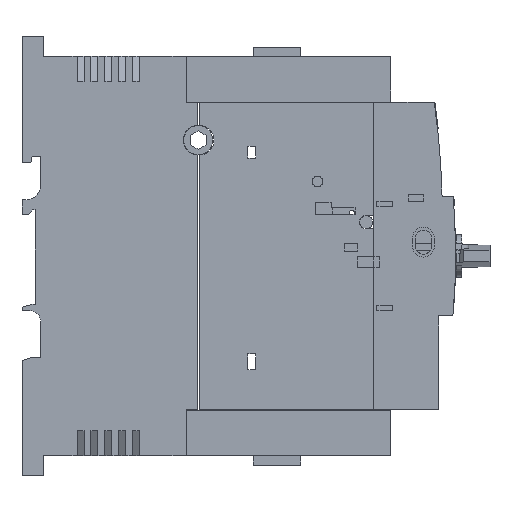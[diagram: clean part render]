
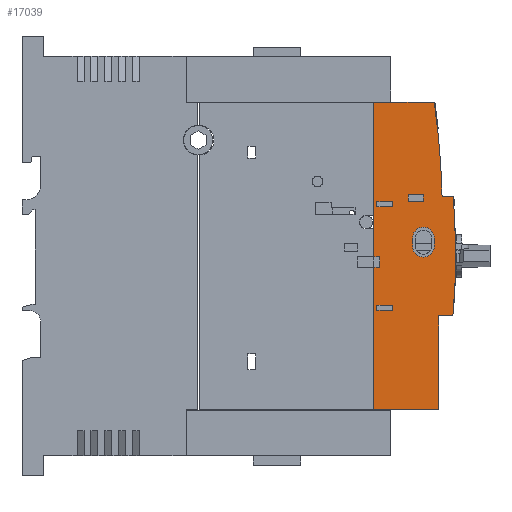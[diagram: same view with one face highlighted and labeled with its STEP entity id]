
A CAD part, left-side view. The second image highlights one B-rep face of the part: STEP entity #17039.
In plain terms, the highlighted planar face has unit normal (-1, 0, 0).
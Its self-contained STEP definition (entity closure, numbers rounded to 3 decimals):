
#7027=EDGE_CURVE('',#17217,#15087,#20878,.T.);
#7121=VERTEX_POINT('',#20977);
#7307=VERTEX_POINT('',#21180);
#7319=VERTEX_POINT('',#21193);
#7449=EDGE_CURVE('',#9485,#18959,#21334,.T.);
#7807=VERTEX_POINT('',#21732);
#8175=EDGE_CURVE('',#11921,#17133,#22139,.T.);
#8891=VERTEX_POINT('',#22938);
#9001=VERTEX_POINT('',#23057);
#9243=EDGE_CURVE('',#19511,#13085,#23325,.T.);
#9419=EDGE_CURVE('',#13085,#18359,#23518,.T.);
#9485=VERTEX_POINT('',#23588);
#9499=EDGE_CURVE('',#18959,#19039,#23604,.T.);
#9829=EDGE_CURVE('',#12389,#12501,#23981,.T.);
#10943=VERTEX_POINT('',#25213);
#10983=EDGE_CURVE('',#7121,#18487,#25256,.T.);
#11323=EDGE_CURVE('',#19511,#18497,#25641,.T.);
#11743=EDGE_CURVE('',#12013,#8891,#26107,.T.);
#11921=VERTEX_POINT('',#26311);
#11925=EDGE_CURVE('',#19039,#16227,#26315,.T.);
#12013=VERTEX_POINT('',#26412);
#12147=VERTEX_POINT('',#26555);
#12389=VERTEX_POINT('',#26820);
#12501=VERTEX_POINT('',#26949);
#13085=VERTEX_POINT('',#27589);
#13531=EDGE_CURVE('',#16227,#9485,#28065,.T.);
#13629=EDGE_CURVE('',#12147,#12013,#28179,.T.);
#13677=EDGE_CURVE('',#17133,#7807,#28232,.T.);
#14089=EDGE_CURVE('',#12389,#7121,#28689,.T.);
#14201=EDGE_CURVE('',#8891,#20567,#28811,.T.);
#14749=EDGE_CURVE('',#20567,#12147,#29407,.T.);
#14787=EDGE_CURVE('',#7307,#7319,#29448,.T.);
#14931=EDGE_CURVE('',#18581,#18497,#29619,.T.);
#15087=VERTEX_POINT('',#29789);
#16227=VERTEX_POINT('',#31034);
#16283=EDGE_CURVE('',#10943,#9001,#31096,.T.);
#16391=EDGE_CURVE('',#12501,#19165,#31217,.T.);
#16597=EDGE_CURVE('',#15087,#10943,#31448,.T.);
#16991=VERTEX_POINT('',#31885);
#17039=ADVANCED_FACE('',(#31938,#31939,#31940,#31941,#31942),#31943,.F.);
#17133=VERTEX_POINT('',#32042);
#17139=EDGE_CURVE('',#9001,#17217,#32048,.T.);
#17217=VERTEX_POINT('',#32128);
#17501=EDGE_CURVE('',#7807,#19361,#32440,.T.);
#18299=EDGE_CURVE('',#7307,#16991,#33330,.T.);
#18359=VERTEX_POINT('',#33396);
#18463=EDGE_CURVE('',#18359,#18487,#33513,.T.);
#18487=VERTEX_POINT('',#33538);
#18497=VERTEX_POINT('',#33548);
#18581=VERTEX_POINT('',#33638);
#18721=EDGE_CURVE('',#19361,#11921,#33790,.T.);
#18959=VERTEX_POINT('',#34051);
#19039=VERTEX_POINT('',#34139);
#19111=EDGE_CURVE('',#18581,#16991,#34219,.T.);
#19165=VERTEX_POINT('',#34278);
#19361=VERTEX_POINT('',#34499);
#19511=VERTEX_POINT('',#34662);
#20255=EDGE_CURVE('',#7319,#19165,#35474,.T.);
#20567=VERTEX_POINT('',#35813);
#20878=LINE('',#36171,#36172);
#20977=CARTESIAN_POINT('',(-35.0,-132.1,-57.8));
#21180=CARTESIAN_POINT('',(-35.0,-162.25,22.5));
#21193=CARTESIAN_POINT('',(-35.0,-162.25,18.128));
#21334=LINE('',#36828,#36829);
#21732=CARTESIAN_POINT('',(-35.0,-146.7,6.7));
#22139=CIRCLE('',#37970,4.1);
#22938=CARTESIAN_POINT('',(-35.0,-133.3,20.4));
#23057=CARTESIAN_POINT('',(-35.0,-133.3,-20.4));
#23325=LINE('',#39644,#39645);
#23518=LINE('',#39905,#39906);
#23588=CARTESIAN_POINT('',(-35.0,-150.8,23.0));
#23604=LINE('',#40027,#40028);
#23981=LINE('',#40548,#40549);
#25213=CARTESIAN_POINT('',(-35.0,-139.3,-20.4));
#25256=LINE('',#42423,#42424);
#25641=LINE('',#42951,#42952);
#26107=LINE('',#43589,#43590);
#26311=CARTESIAN_POINT('',(-35.0,-154.9,3.7));
#26315=LINE('',#43876,#43877);
#26412=CARTESIAN_POINT('',(-35.0,-133.3,18.5));
#26555=CARTESIAN_POINT('',(-35.0,-139.3,18.5));
#26820=CARTESIAN_POINT('',(-35.0,-156.6,-57.8));
#26949=CARTESIAN_POINT('',(-35.0,-156.6,-22.5));
#27589=CARTESIAN_POINT('',(-35.0,-134.3,-0.3));
#28065=LINE('',#46392,#46393);
#28179=LINE('',#46539,#46540);
#28232=LINE('',#46617,#46618);
#28689=LINE('',#47270,#47271);
#28811=LINE('',#47442,#47443);
#29407=LINE('',#48285,#48286);
#29448=LINE('',#48341,#48342);
#29619=LINE('',#48571,#48572);
#29789=CARTESIAN_POINT('',(-35.0,-139.3,-18.5));
#31034=CARTESIAN_POINT('',(-35.0,-145.0,23.0));
#31096=LINE('',#50756,#50757);
#31217=LINE('',#50922,#50923);
#31448=LINE('',#51251,#51252);
#31885=CARTESIAN_POINT('',(-35.0,-157.8,22.5));
#31938=FACE_BOUND('',#51932,.T.);
#31939=FACE_BOUND('',#51933,.T.);
#31940=FACE_BOUND('',#51934,.T.);
#31941=FACE_BOUND('',#51935,.T.);
#31942=FACE_OUTER_BOUND('',#51936,.T.);
#31943=PLANE('',#51937);
#32042=CARTESIAN_POINT('',(-35.0,-146.7,3.7));
#32048=LINE('',#52075,#52076);
#32128=CARTESIAN_POINT('',(-35.0,-133.3,-18.5));
#32440=CIRCLE('',#52636,4.1);
#33330=LINE('',#53886,#53887);
#33396=CARTESIAN_POINT('',(-35.0,-134.3,-4.3));
#33513=LINE('',#54143,#54144);
#33538=CARTESIAN_POINT('',(-35.0,-132.1,-4.3));
#33548=CARTESIAN_POINT('',(-35.0,-132.1,57.8));
#33638=CARTESIAN_POINT('',(-35.0,-154.861,57.8));
#33790=LINE('',#54547,#54548);
#34051=CARTESIAN_POINT('',(-35.0,-150.8,20.5));
#34139=CARTESIAN_POINT('',(-35.0,-145.0,20.5));
#34219=CIRCLE('',#55157,300.);
#34278=CARTESIAN_POINT('',(-35.0,-161.875,-22.5));
#34499=CARTESIAN_POINT('',(-35.0,-154.9,6.7));
#34662=CARTESIAN_POINT('',(-35.0,-132.1,-0.3));
#35474=CIRCLE('',#56928,250.0);
#35813=CARTESIAN_POINT('',(-35.0,-139.3,20.4));
#36171=CARTESIAN_POINT('',(-35.0,-138.883,-18.5));
#36172=VECTOR('',#57845,1.0);
#36828=CARTESIAN_POINT('',(-35.0,-150.8,20.089));
#36829=VECTOR('',#58321,1.0);
#37970=AXIS2_PLACEMENT_3D('',#59214,#59215,#59216);
#39644=CARTESIAN_POINT('',(-35.0,-137.183,-0.3));
#39645=VECTOR('',#60636,1.0);
#39905=CARTESIAN_POINT('',(-35.0,-134.3,8.439));
#39906=VECTOR('',#60823,1.0);
#40027=CARTESIAN_POINT('',(-35.0,-147.633,20.5));
#40028=VECTOR('',#60909,1.0);
#40548=CARTESIAN_POINT('',(-35.0,-156.6,-22.7));
#40549=VECTOR('',#61457,1.0);
#42423=CARTESIAN_POINT('',(-35.0,-132.1,-28.9));
#42424=VECTOR('',#62861,1.0);
#42951=CARTESIAN_POINT('',(-35.0,-132.1,-28.9));
#42952=VECTOR('',#63446,1.0);
#43589=CARTESIAN_POINT('',(-35.0,-133.3,17.839));
#43590=VECTOR('',#63975,1.0);
#43876=CARTESIAN_POINT('',(-35.0,-145.0,18.839));
#43877=VECTOR('',#64313,1.0);
#46392=CARTESIAN_POINT('',(-35.0,-144.733,23.0));
#46393=VECTOR('',#66068,1.0);
#46539=CARTESIAN_POINT('',(-35.0,-141.883,18.5));
#46540=VECTOR('',#66231,1.0);
#46617=CARTESIAN_POINT('',(-35.0,-146.7,11.939));
#46618=VECTOR('',#66286,1.0);
#47270=CARTESIAN_POINT('',(-35.0,-144.35,-57.8));
#47271=VECTOR('',#66799,1.0);
#47442=CARTESIAN_POINT('',(-35.0,-138.883,20.4));
#47443=VECTOR('',#66925,1.0);
#48285=CARTESIAN_POINT('',(-35.0,-139.3,18.789));
#48286=VECTOR('',#67555,1.0);
#48341=CARTESIAN_POINT('',(-35.0,-162.25,11.25));
#48342=VECTOR('',#67600,1.0);
#48571=CARTESIAN_POINT('',(-35.0,-154.861,57.8));
#48572=VECTOR('',#67933,1.0);
#50756=CARTESIAN_POINT('',(-35.0,-141.883,-20.4));
#50757=VECTOR('',#69444,1.0);
#50922=CARTESIAN_POINT('',(-35.0,-156.6,-22.5));
#50923=VECTOR('',#69570,1.0);
#51251=CARTESIAN_POINT('',(-35.0,-139.3,-0.661));
#51252=VECTOR('',#69813,1.0);
#51932=EDGE_LOOP('',(#70393,#70394,#70395,#70396));
#51933=EDGE_LOOP('',(#70397,#70398,#70399,#70400));
#51934=EDGE_LOOP('',(#70401,#70402,#70403,#70404));
#51935=EDGE_LOOP('',(#70405,#70406,#70407,#70408));
#51936=EDGE_LOOP('',(#70409,#70410,#70411,#70412,#70413,#70414,#70415,#70416,#70417,#70418,#70419,#70420,#70421));
#51937=AXIS2_PLACEMENT_3D('',#70422,#70423,#70424);
#52075=CARTESIAN_POINT('',(-35.0,-133.3,-1.611));
#52076=VECTOR('',#70493,1.0);
#52636=AXIS2_PLACEMENT_3D('',#70892,#70893,#70894);
#53886=CARTESIAN_POINT('',(-35.0,-157.995,22.5));
#53887=VECTOR('',#71945,1.0);
#54143=CARTESIAN_POINT('',(-35.0,-139.383,-4.3));
#54144=VECTOR('',#72134,1.0);
#54547=CARTESIAN_POINT('',(-35.0,-154.9,10.439));
#54548=VECTOR('',#72368,1.0);
#55157=AXIS2_PLACEMENT_3D('',#72850,#72851,#72852);
#56928=AXIS2_PLACEMENT_3D('',#74167,#74168,#74169);
#57845=DIRECTION('',(0.0,-1.0,0.0));
#58321=DIRECTION('',(0.0,0.0,-1.0));
#59214=CARTESIAN_POINT('',(-35.0,-150.8,3.7));
#59215=DIRECTION('',(1.0,0.0,0.0));
#59216=DIRECTION('',(0.0,1.0,0.));
#60636=DIRECTION('',(0.0,-1.0,0.0));
#60823=DIRECTION('',(0.0,0.0,-1.0));
#60909=DIRECTION('',(-0.0,1.0,0.0));
#61457=DIRECTION('',(0.0,0.0,1.0));
#62861=DIRECTION('',(0.0,0.0,1.0));
#63446=DIRECTION('',(0.0,0.0,1.0));
#63975=DIRECTION('',(0.0,0.0,1.0));
#64313=DIRECTION('',(0.0,0.0,1.0));
#66068=DIRECTION('',(0.0,-1.0,0.0));
#66231=DIRECTION('',(-0.0,1.0,0.0));
#66286=DIRECTION('',(0.0,0.0,1.0));
#66799=DIRECTION('',(0.0,1.0,0.0));
#66925=DIRECTION('',(0.0,-1.0,0.0));
#67555=DIRECTION('',(0.0,0.0,-1.0));
#67600=DIRECTION('',(0.0,0.0,-1.0));
#67933=DIRECTION('',(0.0,1.0,0.0));
#69444=DIRECTION('',(-0.0,1.0,0.0));
#69570=DIRECTION('',(0.0,-1.0,0.0));
#69813=DIRECTION('',(0.0,0.0,-1.0));
#70393=ORIENTED_EDGE('',*,*,#18721,.T.);
#70394=ORIENTED_EDGE('',*,*,#8175,.T.);
#70395=ORIENTED_EDGE('',*,*,#13677,.T.);
#70396=ORIENTED_EDGE('',*,*,#17501,.T.);
#70397=ORIENTED_EDGE('',*,*,#16597,.T.);
#70398=ORIENTED_EDGE('',*,*,#16283,.T.);
#70399=ORIENTED_EDGE('',*,*,#17139,.T.);
#70400=ORIENTED_EDGE('',*,*,#7027,.T.);
#70401=ORIENTED_EDGE('',*,*,#14749,.T.);
#70402=ORIENTED_EDGE('',*,*,#13629,.T.);
#70403=ORIENTED_EDGE('',*,*,#11743,.T.);
#70404=ORIENTED_EDGE('',*,*,#14201,.T.);
#70405=ORIENTED_EDGE('',*,*,#7449,.T.);
#70406=ORIENTED_EDGE('',*,*,#9499,.T.);
#70407=ORIENTED_EDGE('',*,*,#11925,.T.);
#70408=ORIENTED_EDGE('',*,*,#13531,.T.);
#70409=ORIENTED_EDGE('',*,*,#10983,.F.);
#70410=ORIENTED_EDGE('',*,*,#14089,.F.);
#70411=ORIENTED_EDGE('',*,*,#9829,.T.);
#70412=ORIENTED_EDGE('',*,*,#16391,.T.);
#70413=ORIENTED_EDGE('',*,*,#20255,.F.);
#70414=ORIENTED_EDGE('',*,*,#14787,.F.);
#70415=ORIENTED_EDGE('',*,*,#18299,.T.);
#70416=ORIENTED_EDGE('',*,*,#19111,.F.);
#70417=ORIENTED_EDGE('',*,*,#14931,.T.);
#70418=ORIENTED_EDGE('',*,*,#11323,.F.);
#70419=ORIENTED_EDGE('',*,*,#9243,.T.);
#70420=ORIENTED_EDGE('',*,*,#9419,.T.);
#70421=ORIENTED_EDGE('',*,*,#18463,.T.);
#70422=CARTESIAN_POINT('',(-35.0,-144.466,17.178));
#70423=DIRECTION('',(1.0,0.0,0.0));
#70424=DIRECTION('',(0.0,1.0,0.0));
#70493=DIRECTION('',(0.0,0.0,1.0));
#70892=CARTESIAN_POINT('',(-35.0,-150.8,6.7));
#70893=DIRECTION('',(1.0,0.0,0.0));
#70894=DIRECTION('',(0.0,-1.0,0.));
#71945=DIRECTION('',(0.0,1.0,0.0));
#72134=DIRECTION('',(-0.0,1.0,0.0));
#72368=DIRECTION('',(0.0,0.0,-1.0));
#72850=CARTESIAN_POINT('',(-35.0,142.114,15.3));
#72851=DIRECTION('',(1.0,0.0,0.0));
#72852=DIRECTION('',(0.0,-0.99,0.142));
#74167=CARTESIAN_POINT('',(-35.0,87.1,0.112));
#74168=DIRECTION('',(1.0,0.0,0.0));
#74169=DIRECTION('',(0.0,0.0,-1.0));
